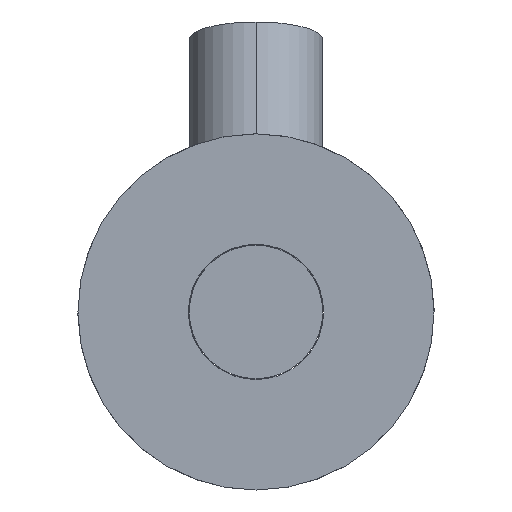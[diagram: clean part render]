
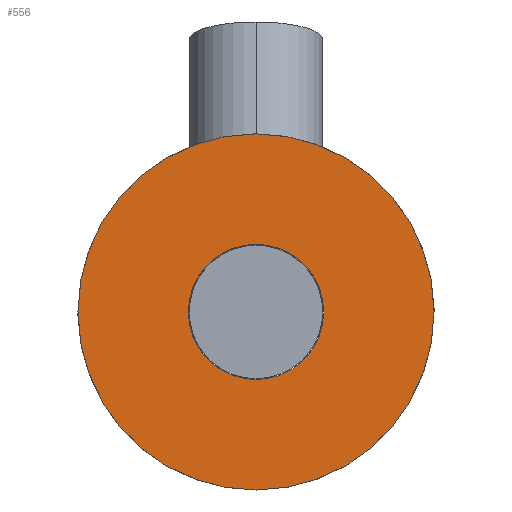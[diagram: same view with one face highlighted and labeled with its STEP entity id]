
A CAD part, front view. The second image highlights one B-rep face of the part: STEP entity #556.
In plain terms, the highlighted planar face has unit normal (0, -1, 0).
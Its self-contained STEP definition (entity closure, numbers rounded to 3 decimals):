
#363=CARTESIAN_POINT('',(-60.,0.,0.));
#364=DIRECTION('',(0.,1.,0.));
#365=DIRECTION('',(1.,0.,0.));
#366=AXIS2_PLACEMENT_3D('',#363,#364,#365);
#368=CARTESIAN_POINT('',(-60.,0.,0.));
#369=DIRECTION('',(0.,1.,0.));
#370=DIRECTION('',(-1.,0.,0.));
#371=AXIS2_PLACEMENT_3D('',#368,#369,#370);
#373=CARTESIAN_POINT('',(-60.,0.,0.));
#374=DIRECTION('',(0.,-1.,0.));
#375=DIRECTION('',(-1.,0.,0.));
#376=AXIS2_PLACEMENT_3D('',#373,#374,#375);
#378=CARTESIAN_POINT('',(-60.,0.,0.));
#379=DIRECTION('',(0.,-1.,0.));
#380=DIRECTION('',(1.,0.,0.));
#381=AXIS2_PLACEMENT_3D('',#378,#379,#380);
#499=CARTESIAN_POINT('',(-28.,0.,0.));
#500=CARTESIAN_POINT('',(-92.,0.,0.));
#501=VERTEX_POINT('',#499);
#502=VERTEX_POINT('',#500);
#503=CARTESIAN_POINT('',(-72.15,0.,0.));
#504=CARTESIAN_POINT('',(-47.85,0.,0.));
#505=VERTEX_POINT('',#503);
#506=VERTEX_POINT('',#504);
#539=CARTESIAN_POINT('',(-100.,0.,0.));
#540=DIRECTION('',(0.,-1.,0.));
#541=DIRECTION('',(-1.,0.,0.));
#542=AXIS2_PLACEMENT_3D('',#539,#540,#541);
#543=PLANE('',#542);
#545=ORIENTED_EDGE('',*,*,#544,.T.);
#547=ORIENTED_EDGE('',*,*,#546,.T.);
#548=EDGE_LOOP('',(#545,#547));
#549=FACE_OUTER_BOUND('',#548,.F.);
#551=ORIENTED_EDGE('',*,*,#550,.T.);
#553=ORIENTED_EDGE('',*,*,#552,.T.);
#554=EDGE_LOOP('',(#551,#553));
#555=FACE_BOUND('',#554,.F.);
#556=ADVANCED_FACE('',(#549,#555),#543,.T.);
#367=CIRCLE('',#366,32.);
#372=CIRCLE('',#371,32.);
#377=CIRCLE('',#376,12.15);
#382=CIRCLE('',#381,12.15);
#544=EDGE_CURVE('',#501,#502,#367,.T.);
#546=EDGE_CURVE('',#502,#501,#372,.T.);
#550=EDGE_CURVE('',#505,#506,#377,.T.);
#552=EDGE_CURVE('',#506,#505,#382,.T.);
